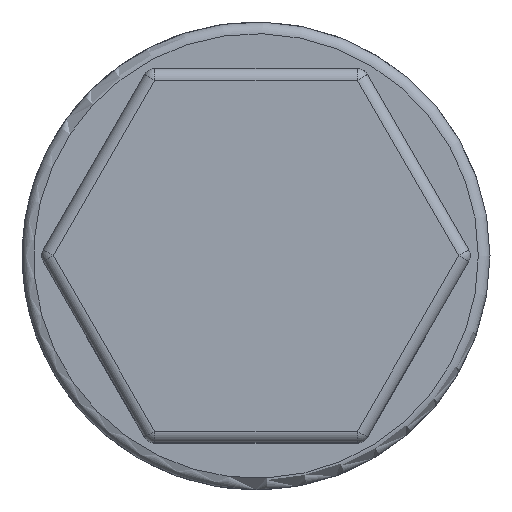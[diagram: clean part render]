
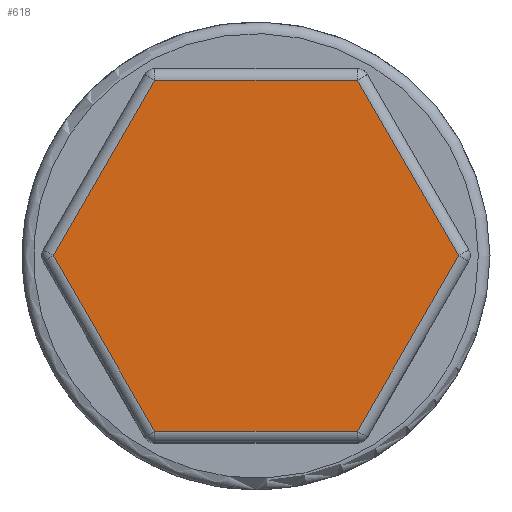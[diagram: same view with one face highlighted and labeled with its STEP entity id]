
A CAD part, top view. The second image highlights one B-rep face of the part: STEP entity #618.
In plain terms, the highlighted planar face has unit normal (0, 0, 1).
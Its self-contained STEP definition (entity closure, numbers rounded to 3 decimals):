
#25=CARTESIAN_POINT('',(4.33,-7.5,8.));
#26=VERTEX_POINT('',#25);
#92=CARTESIAN_POINT('',(-4.33,-7.5,8.));
#93=VERTEX_POINT('',#92);
#160=CARTESIAN_POINT('',(4.33,-7.5,8.));
#161=DIRECTION('',(-1.,0.,0.));
#162=VECTOR('',#161,8.66);
#163=LINE('',#160,#162);
#164=EDGE_CURVE('',#26,#93,#163,.T.);
#181=CARTESIAN_POINT('',(8.66,0.,8.));
#182=VERTEX_POINT('',#181);
#248=CARTESIAN_POINT('',(-8.66,0.,8.));
#249=VERTEX_POINT('',#248);
#316=CARTESIAN_POINT('',(-4.33,-7.5,8.));
#317=DIRECTION('',(-0.5,0.866,0.));
#318=VECTOR('',#317,8.66);
#319=LINE('',#316,#318);
#320=EDGE_CURVE('',#93,#249,#319,.T.);
#337=CARTESIAN_POINT('',(4.33,7.5,8.));
#338=VERTEX_POINT('',#337);
#404=CARTESIAN_POINT('',(-4.33,7.5,8.));
#405=VERTEX_POINT('',#404);
#472=CARTESIAN_POINT('',(-8.66,0.,8.));
#473=DIRECTION('',(0.5,0.866,0.));
#474=VECTOR('',#473,8.66);
#475=LINE('',#472,#474);
#476=EDGE_CURVE('',#249,#405,#475,.T.);
#494=CARTESIAN_POINT('',(-4.33,7.5,8.));
#495=DIRECTION('',(1.,0.,0.));
#496=VECTOR('',#495,8.66);
#497=LINE('',#494,#496);
#498=EDGE_CURVE('',#405,#338,#497,.T.);
#516=CARTESIAN_POINT('',(4.33,7.5,8.));
#517=DIRECTION('',(0.5,-0.866,0.));
#518=VECTOR('',#517,8.66);
#519=LINE('',#516,#518);
#520=EDGE_CURVE('',#338,#182,#519,.T.);
#538=CARTESIAN_POINT('',(8.66,0.,8.));
#539=DIRECTION('',(-0.5,-0.866,0.));
#540=VECTOR('',#539,8.66);
#541=LINE('',#538,#540);
#542=EDGE_CURVE('',#182,#26,#541,.T.);
#605=CARTESIAN_POINT('',(0.,0.,8.));
#606=DIRECTION('',(1.,0.,0.));
#607=DIRECTION('',(0.,0.,1.));
#608=AXIS2_PLACEMENT_3D('',#605,#607,#606);
#609=PLANE('',#608);
#610=ORIENTED_EDGE('',*,*,#164,.F.);
#611=ORIENTED_EDGE('',*,*,#542,.F.);
#612=ORIENTED_EDGE('',*,*,#520,.F.);
#613=ORIENTED_EDGE('',*,*,#498,.F.);
#614=ORIENTED_EDGE('',*,*,#476,.F.);
#615=ORIENTED_EDGE('',*,*,#320,.F.);
#616=EDGE_LOOP('',(#610,#611,#612,#613,#614,#615));
#617=FACE_OUTER_BOUND('',#616,.T.);
#618=ADVANCED_FACE('F22',(#617),#609,.T.);
